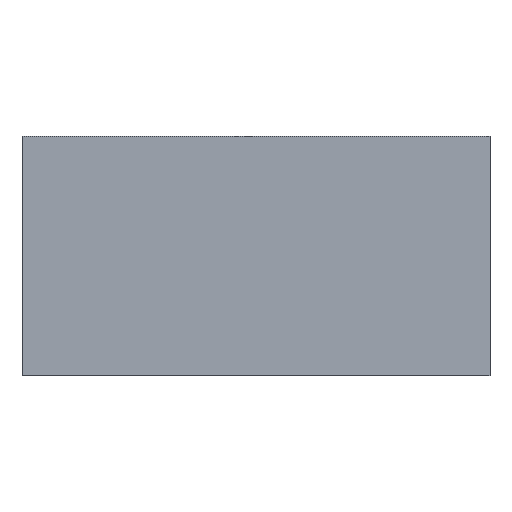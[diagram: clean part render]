
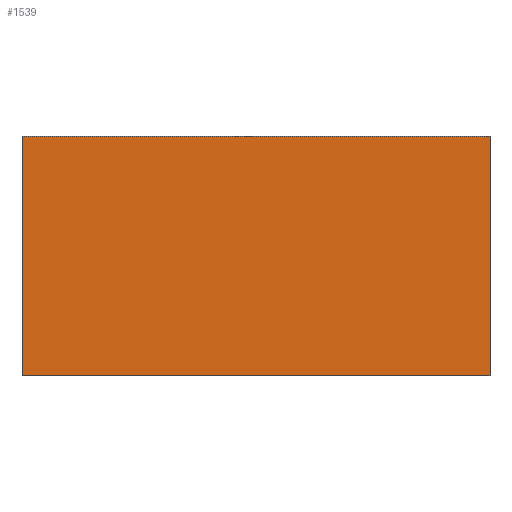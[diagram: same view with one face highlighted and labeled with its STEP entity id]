
A CAD part, left-side view. The second image highlights one B-rep face of the part: STEP entity #1539.
In plain terms, the highlighted planar face has unit normal (-1, 0, 0).
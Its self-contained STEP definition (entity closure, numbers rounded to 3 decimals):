
#298=ORIENTED_EDGE('',*,*,#582,.F.);
#299=ORIENTED_EDGE('',*,*,#668,.T.);
#300=ORIENTED_EDGE('',*,*,#669,.F.);
#301=ORIENTED_EDGE('',*,*,#670,.T.);
#302=ORIENTED_EDGE('',*,*,#650,.T.);
#303=ORIENTED_EDGE('',*,*,#671,.F.);
#582=EDGE_CURVE('',#793,#794,#933,.T.);
#650=EDGE_CURVE('',#843,#844,#985,.T.);
#668=EDGE_CURVE('',#793,#858,#1001,.T.);
#669=EDGE_CURVE('',#859,#858,#1002,.T.);
#670=EDGE_CURVE('',#859,#843,#1003,.T.);
#671=EDGE_CURVE('',#794,#844,#1004,.T.);
#793=VERTEX_POINT('',#2401);
#794=VERTEX_POINT('',#2403);
#843=VERTEX_POINT('',#2810);
#844=VERTEX_POINT('',#2811);
#858=VERTEX_POINT('',#2875);
#859=VERTEX_POINT('',#2877);
#933=LINE('',#2402,#1113);
#985=LINE('',#2809,#1165);
#1001=LINE('',#2874,#1181);
#1002=LINE('',#2876,#1182);
#1003=LINE('',#2878,#1183);
#1004=LINE('',#2879,#1184);
#1113=VECTOR('',#1754,1000.);
#1165=VECTOR('',#1842,1000.);
#1181=VECTOR('',#1860,1000.);
#1182=VECTOR('',#1861,1000.);
#1183=VECTOR('',#1862,1000.);
#1184=VECTOR('',#1863,1000.);
#1290=EDGE_LOOP('',(#298,#299,#300,#301,#302,#303));
#1385=FACE_BOUND('',#1290,.T.);
#1461=PLANE('',#1632);
#1539=ADVANCED_FACE('',(#1385),#1461,.F.);
#1632=AXIS2_PLACEMENT_3D('',#2873,#1858,#1859);
#1754=DIRECTION('',(0.,-1.,0.));
#1842=DIRECTION('',(0.,-1.,0.));
#1858=DIRECTION('',(1.,0.,0.));
#1859=DIRECTION('',(0.,0.,-1.));
#1860=DIRECTION('',(0.,1.,0.));
#1861=DIRECTION('',(0.,-1.,0.));
#1862=DIRECTION('',(0.,0.,-1.));
#1863=DIRECTION('',(0.,0.,-1.));
#2401=CARTESIAN_POINT('',(-2.05,-1.2,2.1));
#2402=CARTESIAN_POINT('',(-2.05,2.05,2.1));
#2403=CARTESIAN_POINT('',(-2.05,-2.05,2.1));
#2809=CARTESIAN_POINT('',(-2.05,2.05,0.));
#2810=CARTESIAN_POINT('',(-2.05,2.05,0.));
#2811=CARTESIAN_POINT('',(-2.05,-2.05,0.));
#2873=CARTESIAN_POINT('',(-2.05,2.05,2.1));
#2874=CARTESIAN_POINT('',(-2.05,2.05,2.1));
#2875=CARTESIAN_POINT('',(-2.05,1.2,2.1));
#2876=CARTESIAN_POINT('',(-2.05,2.05,2.1));
#2877=CARTESIAN_POINT('',(-2.05,2.05,2.1));
#2878=CARTESIAN_POINT('',(-2.05,2.05,2.1));
#2879=CARTESIAN_POINT('',(-2.05,-2.05,2.1));
